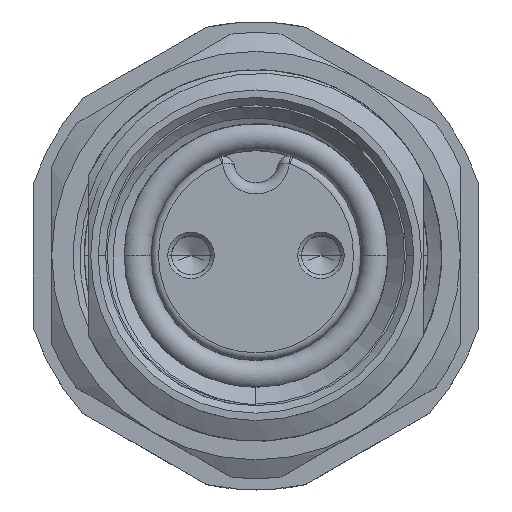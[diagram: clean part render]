
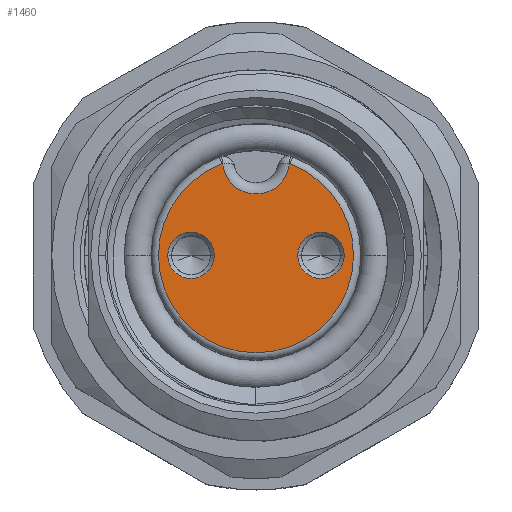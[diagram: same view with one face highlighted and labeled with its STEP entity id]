
A CAD part, top view. The second image highlights one B-rep face of the part: STEP entity #1460.
In plain terms, the highlighted planar face has unit normal (0, 0, 1).
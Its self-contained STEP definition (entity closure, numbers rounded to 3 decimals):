
#1=CARTESIAN_POINT('',(-1.75,0.,5.4));
#2=DIRECTION('',(0.,0.,-1.));
#3=DIRECTION('',(-1.,0.,0.));
#4=AXIS2_PLACEMENT_3D('',#1,#2,#3);
#6=CARTESIAN_POINT('',(-1.75,0.,5.4));
#7=DIRECTION('',(0.,0.,-1.));
#8=DIRECTION('',(1.,0.,0.));
#9=AXIS2_PLACEMENT_3D('',#6,#7,#8);
#11=CARTESIAN_POINT('',(1.75,0.,5.4));
#12=DIRECTION('',(0.,0.,-1.));
#13=DIRECTION('',(-1.,0.,0.));
#14=AXIS2_PLACEMENT_3D('',#11,#12,#13);
#16=CARTESIAN_POINT('',(1.75,0.,5.4));
#17=DIRECTION('',(0.,0.,-1.));
#18=DIRECTION('',(1.,0.,0.));
#19=AXIS2_PLACEMENT_3D('',#16,#17,#18);
#21=CARTESIAN_POINT('',(0.,2.55,5.4));
#22=DIRECTION('',(0.,0.,1.));
#23=DIRECTION('',(-0.996,-0.094,0.));
#24=AXIS2_PLACEMENT_3D('',#21,#22,#23);
#26=CARTESIAN_POINT('',(0.881,2.366,5.4));
#27=DIRECTION('',(0.,0.,-1.));
#28=DIRECTION('',(0.151,0.989,0.));
#29=AXIS2_PLACEMENT_3D('',#26,#27,#28);
#31=CARTESIAN_POINT('',(-0.881,2.366,5.4));
#32=DIRECTION('',(0.,0.,1.));
#33=DIRECTION('',(-0.149,0.989,0.));
#34=AXIS2_PLACEMENT_3D('',#31,#32,#33);
#928=CARTESIAN_POINT('',(0.,0.,5.4));
#929=DIRECTION('',(0.,0.,1.));
#930=DIRECTION('',(-0.349,0.937,0.));
#931=AXIS2_PLACEMENT_3D('',#928,#929,#930);
#1138=CARTESIAN_POINT('',(-2.375,0.,5.4));
#1139=CARTESIAN_POINT('',(-1.125,0.,5.4));
#1140=VERTEX_POINT('',#1138);
#1141=VERTEX_POINT('',#1139);
#1146=CARTESIAN_POINT('',(1.125,0.,5.4));
#1147=CARTESIAN_POINT('',(2.375,0.,5.4));
#1148=VERTEX_POINT('',#1146);
#1149=VERTEX_POINT('',#1147);
#1413=CARTESIAN_POINT('',(-0.896,2.465,5.4));
#1414=CARTESIAN_POINT('',(0.896,2.465,5.4));
#1415=VERTEX_POINT('',#1413);
#1416=VERTEX_POINT('',#1414);
#1425=CARTESIAN_POINT('',(-0.916,2.46,5.4));
#1426=VERTEX_POINT('',#1425);
#1427=CARTESIAN_POINT('',(0.916,2.46,5.4));
#1428=VERTEX_POINT('',#1427);
#1433=CARTESIAN_POINT('',(0.,0.,5.4));
#1434=DIRECTION('',(0.,0.,1.));
#1435=DIRECTION('',(1.,0.,0.));
#1436=AXIS2_PLACEMENT_3D('',#1433,#1434,#1435);
#1437=PLANE('',#1436);
#1439=ORIENTED_EDGE('',*,*,#1438,.T.);
#1441=ORIENTED_EDGE('',*,*,#1440,.T.);
#1443=ORIENTED_EDGE('',*,*,#1442,.F.);
#1445=ORIENTED_EDGE('',*,*,#1444,.F.);
#1446=EDGE_LOOP('',(#1439,#1441,#1443,#1445));
#1447=FACE_OUTER_BOUND('',#1446,.F.);
#1449=ORIENTED_EDGE('',*,*,#1448,.F.);
#1451=ORIENTED_EDGE('',*,*,#1450,.F.);
#1452=EDGE_LOOP('',(#1449,#1451));
#1453=FACE_BOUND('',#1452,.F.);
#1455=ORIENTED_EDGE('',*,*,#1454,.F.);
#1457=ORIENTED_EDGE('',*,*,#1456,.F.);
#1458=EDGE_LOOP('',(#1455,#1457));
#1459=FACE_BOUND('',#1458,.F.);
#5=CIRCLE('',#4,0.625);
#10=CIRCLE('',#9,0.625);
#15=CIRCLE('',#14,0.625);
#20=CIRCLE('',#19,0.625);
#25=CIRCLE('',#24,0.9);
#30=CIRCLE('',#29,0.1);
#35=CIRCLE('',#34,0.1);
#932=CIRCLE('',#931,2.625);
#1438=EDGE_CURVE('',#1415,#1416,#25,.T.);
#1440=EDGE_CURVE('',#1416,#1428,#30,.T.);
#1442=EDGE_CURVE('',#1426,#1428,#932,.T.);
#1444=EDGE_CURVE('',#1415,#1426,#35,.T.);
#1448=EDGE_CURVE('',#1148,#1149,#15,.T.);
#1450=EDGE_CURVE('',#1149,#1148,#20,.T.);
#1454=EDGE_CURVE('',#1140,#1141,#5,.T.);
#1456=EDGE_CURVE('',#1141,#1140,#10,.T.);
#1460=ADVANCED_FACE('',(#1447,#1453,#1459),#1437,.T.);
